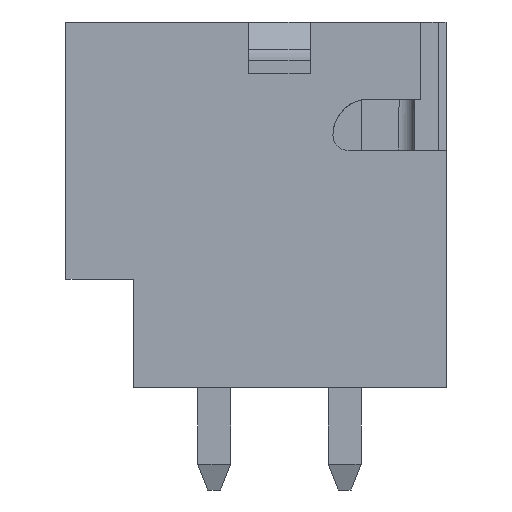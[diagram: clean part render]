
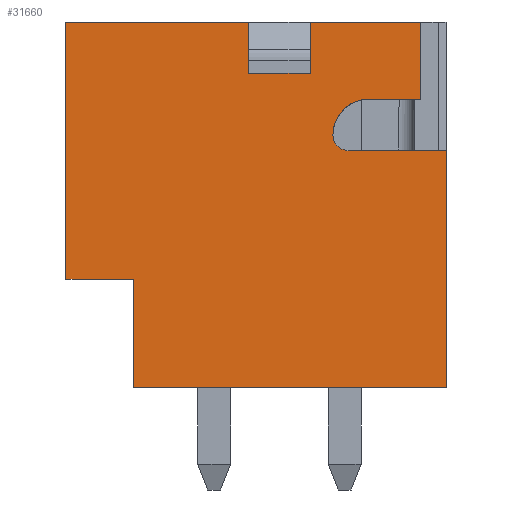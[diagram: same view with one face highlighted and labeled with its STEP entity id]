
A CAD part, left-side view. The second image highlights one B-rep face of the part: STEP entity #31660.
In plain terms, the highlighted planar face has unit normal (-1, 0, 0).
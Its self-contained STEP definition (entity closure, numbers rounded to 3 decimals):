
#60=CARTESIAN_POINT('',(-1.52,1.333,
2.1));
#70=DIRECTION('',(0.,-1.,0.));
#80=VECTOR('',#70,1.);
#90=LINE('',#60,#80);
#100=CARTESIAN_POINT('',(-1.52,5.42,
2.1));
#110=VERTEX_POINT('',#100);
#120=CARTESIAN_POINT('',(-1.52,4.11,
2.1));
#130=VERTEX_POINT('',#120);
#140=EDGE_CURVE('',#110,#130,#90,.T.);
#4490=CARTESIAN_POINT('',(-1.52,5.42,
7.1));
#4500=VERTEX_POINT('',#4490);
#4530=CARTESIAN_POINT('',(-1.52,5.42,
12.033));
#4540=DIRECTION('',(0.,0.,1.));
#4550=VECTOR('',#4540,1.);
#4560=LINE('',#4530,#4550);
#4570=EDGE_CURVE('',#110,#4500,#4560,.T.);
#4900=CARTESIAN_POINT('',(-1.52,-0.07,
4.6));
#4910=VERTEX_POINT('',#4900);
#4940=CARTESIAN_POINT('',(-1.52,-0.07,
4.9));
#4950=DIRECTION('',(-1.,0.,0.));
#4960=DIRECTION('',(0.,-1.,0.));
#4970=AXIS2_PLACEMENT_3D('',#4940,#4950,#4960);
#4980=CIRCLE('',#4970,0.3);
#4990=CARTESIAN_POINT('',(-1.52,0.23,
4.9));
#5000=VERTEX_POINT('',#4990);
#5010=EDGE_CURVE('',#5000,#4910,#4980,.T.);
#11930=CARTESIAN_POINT('',(-1.52,-1.97,
0.));
#11940=VERTEX_POINT('',#11930);
#11970=CARTESIAN_POINT('',(-1.52,-1.97,
12.033));
#11980=DIRECTION('',(0.,0.,1.));
#11990=VECTOR('',#11980,1.);
#12000=LINE('',#11970,#11990);
#12010=CARTESIAN_POINT('',(-1.52,-1.97,
4.6));
#12020=VERTEX_POINT('',#12010);
#12030=EDGE_CURVE('',#11940,#12020,#12000,.T.);
#22010=CARTESIAN_POINT('',(-1.52,-0.47,
4.9));
#22020=DIRECTION('',(1.,0.,0.));
#22030=DIRECTION('',(0.,1.,0.));
#22040=AXIS2_PLACEMENT_3D('',#22010,#22020,#22030);
#22050=CIRCLE('',#22040,0.7);
#22060=CARTESIAN_POINT('',(-1.52,-0.47,
5.6));
#22070=VERTEX_POINT('',#22060);
#22080=EDGE_CURVE('',#5000,#22070,#22050,.T.);
#24790=CARTESIAN_POINT('',(-1.52,0.67,
7.1));
#24800=VERTEX_POINT('',#24790);
#24830=CARTESIAN_POINT('',(-1.52,0.67,
12.033));
#24840=DIRECTION('',(0.,0.,1.));
#24850=VECTOR('',#24840,1.);
#24860=LINE('',#24830,#24850);
#24870=CARTESIAN_POINT('',(-1.52,0.67,
6.135));
#24880=VERTEX_POINT('',#24870);
#24890=EDGE_CURVE('',#24880,#24800,#24860,.T.);
#28010=CARTESIAN_POINT('',(-1.52,1.333,
4.6));
#28020=DIRECTION('',(0.,1.,0.));
#28030=VECTOR('',#28020,1.);
#28040=LINE('',#28010,#28030);
#28050=EDGE_CURVE('',#12020,#4910,#28040,.T.);
#30980=CARTESIAN_POINT('',(-1.52,4.13,
3.18));
#30990=DIRECTION('',(-1.,0.,0.));
#31000=DIRECTION('',(0.,0.,1.));
#31010=AXIS2_PLACEMENT_3D('',#30980,#30990,#31000);
#31020=PLANE('',#31010);
#31030=ORIENTED_EDGE('',*,*,#140,.T.);
#31040=ORIENTED_EDGE('',*,*,#4570,.F.);
#31050=CARTESIAN_POINT('',(-1.52,3.747,
7.1));
#31060=DIRECTION('',(0.,1.,0.));
#31070=VECTOR('',#31060,1.);
#31080=LINE('',#31050,#31070);
#31090=CARTESIAN_POINT('',(-1.52,1.87,
7.1));
#31100=VERTEX_POINT('',#31090);
#31110=EDGE_CURVE('',#31100,#4500,#31080,.T.);
#31120=ORIENTED_EDGE('',*,*,#31110,.T.);
#31130=CARTESIAN_POINT('',(-1.52,1.87,
12.033));
#31140=DIRECTION('',(0.,0.,1.));
#31150=VECTOR('',#31140,1.);
#31160=LINE('',#31130,#31150);
#31170=CARTESIAN_POINT('',(-1.52,1.87,
6.135));
#31180=VERTEX_POINT('',#31170);
#31190=EDGE_CURVE('',#31180,#31100,#31160,.T.);
#31200=ORIENTED_EDGE('',*,*,#31190,.T.);
#31210=CARTESIAN_POINT('',(-1.52,1.333,
6.135));
#31220=DIRECTION('',(-0.,1.,0.));
#31230=VECTOR('',#31220,1.);
#31240=LINE('',#31210,#31230);
#31250=EDGE_CURVE('',#24880,#31180,#31240,.T.);
#31260=ORIENTED_EDGE('',*,*,#31250,.T.);
#31270=ORIENTED_EDGE('',*,*,#24890,.F.);
#31280=CARTESIAN_POINT('',(-1.52,-1.47,
7.1));
#31290=VERTEX_POINT('',#31280);
#31300=EDGE_CURVE('',#31290,#24800,#31080,.T.);
#31310=ORIENTED_EDGE('',*,*,#31300,.T.);
#31320=CARTESIAN_POINT('',(-1.52,-1.47,
12.033));
#31330=DIRECTION('',(0.,0.,1.));
#31340=VECTOR('',#31330,1.);
#31350=LINE('',#31320,#31340);
#31360=CARTESIAN_POINT('',(-1.52,-1.47,
5.6));
#31370=VERTEX_POINT('',#31360);
#31380=EDGE_CURVE('',#31370,#31290,#31350,.T.);
#31390=ORIENTED_EDGE('',*,*,#31380,.T.);
#31400=CARTESIAN_POINT('',(-1.52,1.207,
5.6));
#31410=DIRECTION('',(0.,1.,0.));
#31420=VECTOR('',#31410,1.);
#31430=LINE('',#31400,#31420);
#31440=EDGE_CURVE('',#31370,#22070,#31430,.T.);
#31450=ORIENTED_EDGE('',*,*,#31440,.F.);
#31460=ORIENTED_EDGE('',*,*,#22080,.T.);
#31470=ORIENTED_EDGE('',*,*,#5010,.F.);
#31480=ORIENTED_EDGE('',*,*,#28050,.T.);
#31490=ORIENTED_EDGE('',*,*,#12030,.T.);
#31500=CARTESIAN_POINT('',(-1.52,1.333,
0.));
#31510=DIRECTION('',(0.,1.,0.));
#31520=VECTOR('',#31510,1.);
#31530=LINE('',#31500,#31520);
#31540=CARTESIAN_POINT('',(-1.52,4.11,
0.));
#31550=VERTEX_POINT('',#31540);
#31560=EDGE_CURVE('',#11940,#31550,#31530,.T.);
#31570=ORIENTED_EDGE('',*,*,#31560,.F.);
#31580=CARTESIAN_POINT('',(-1.52,4.11,
12.033));
#31590=DIRECTION('',(0.,0.,1.));
#31600=VECTOR('',#31590,1.);
#31610=LINE('',#31580,#31600);
#31620=EDGE_CURVE('',#31550,#130,#31610,.T.);
#31630=ORIENTED_EDGE('',*,*,#31620,.F.);
#31640=EDGE_LOOP('',(#31630,#31570,#31490,#31480,#31470,#31460,#31450,
#31390,#31310,#31270,#31260,#31200,#31120,#31040,#31030));
#31650=FACE_OUTER_BOUND('',#31640,.T.);
#31660=ADVANCED_FACE('',(#31650),#31020,.T.);
